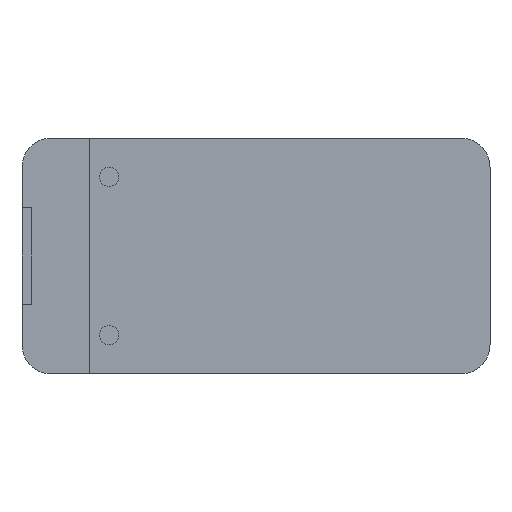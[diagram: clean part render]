
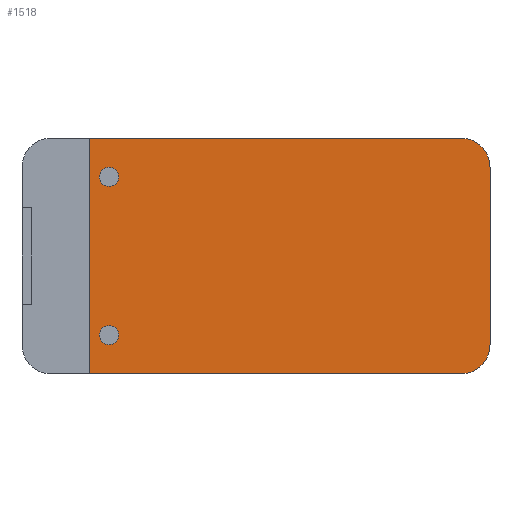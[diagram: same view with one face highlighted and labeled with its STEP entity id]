
A CAD part, front view. The second image highlights one B-rep face of the part: STEP entity #1518.
In plain terms, the highlighted planar face has unit normal (0, -1, 0).
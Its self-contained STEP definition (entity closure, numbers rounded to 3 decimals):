
#56 = DIRECTION ( 'NONE',  ( 0., 0., -1. ) ) ;
#73 = CIRCLE ( 'NONE', #1849, 1. ) ;
#82 = EDGE_LOOP ( 'NONE', ( #2299, #1744, #1361, #1568, #1114, #2600 ) ) ;
#203 = DIRECTION ( 'NONE',  ( 0., 0., -1. ) ) ;
#236 = CIRCLE ( 'NONE', #255, 1. ) ;
#247 = EDGE_CURVE ( 'NONE', #342, #1181, #928, .T. ) ;
#255 = AXIS2_PLACEMENT_3D ( 'NONE', #2611, #609, #2845 ) ;
#258 = CARTESIAN_POINT ( 'NONE',  ( 7., 0., -24.35 ) ) ;
#268 = EDGE_CURVE ( 'NONE', #2525, #1077, #73, .T. ) ;
#336 = VERTEX_POINT ( 'NONE', #1401 ) ;
#342 = VERTEX_POINT ( 'NONE', #2493 ) ;
#363 = VERTEX_POINT ( 'NONE', #1436 ) ;
#419 = VECTOR ( 'NONE', #2109, 1000. ) ;
#455 = DIRECTION ( 'NONE',  ( 0., -1., 0. ) ) ;
#459 = CARTESIAN_POINT ( 'NONE',  ( 48.35, 0., 0. ) ) ;
#487 = DIRECTION ( 'NONE',  ( -1., 0., 0. ) ) ;
#490 = ORIENTED_EDGE ( 'NONE', *, *, #2128, .F. ) ;
#580 = LINE ( 'NONE', #2136, #1835 ) ;
#609 = DIRECTION ( 'NONE',  ( 0., -1., 0. ) ) ;
#729 = AXIS2_PLACEMENT_3D ( 'NONE', #2785, #2599, #203 ) ;
#802 = LINE ( 'NONE', #1904, #419 ) ;
#822 = CIRCLE ( 'NONE', #1065, 3. ) ;
#870 = PLANE ( 'NONE',  #1138 ) ;
#876 = DIRECTION ( 'NONE',  ( 0., 0., -1. ) ) ;
#928 = CIRCLE ( 'NONE', #1038, 3. ) ;
#1037 = VERTEX_POINT ( 'NONE', #2666 ) ;
#1038 = AXIS2_PLACEMENT_3D ( 'NONE', #2052, #1155, #1583 ) ;
#1057 = EDGE_CURVE ( 'NONE', #336, #1448, #2812, .T. ) ;
#1065 = AXIS2_PLACEMENT_3D ( 'NONE', #1782, #455, #1170 ) ;
#1077 = VERTEX_POINT ( 'NONE', #1332 ) ;
#1094 = ORIENTED_EDGE ( 'NONE', *, *, #2685, .F. ) ;
#1095 = EDGE_CURVE ( 'NONE', #363, #1037, #822, .T. ) ;
#1096 = AXIS2_PLACEMENT_3D ( 'NONE', #2430, #2214, #1525 ) ;
#1113 = CARTESIAN_POINT ( 'NONE',  ( 7., 0., 0. ) ) ;
#1114 = ORIENTED_EDGE ( 'NONE', *, *, #1400, .F. ) ;
#1138 = AXIS2_PLACEMENT_3D ( 'NONE', #1275, #2417, #876 ) ;
#1155 = DIRECTION ( 'NONE',  ( 0., -1., 0. ) ) ;
#1170 = DIRECTION ( 'NONE',  ( 0., 0., -1. ) ) ;
#1181 = VERTEX_POINT ( 'NONE', #2723 ) ;
#1191 = LINE ( 'NONE', #459, #2018 ) ;
#1275 = CARTESIAN_POINT ( 'NONE',  ( 0., 0., 0. ) ) ;
#1305 = FACE_BOUND ( 'NONE', #1819, .T. ) ;
#1332 = CARTESIAN_POINT ( 'NONE',  ( 9., 0., -21.35 ) ) ;
#1349 = DIRECTION ( 'NONE',  ( 0., 0., -1. ) ) ;
#1361 = ORIENTED_EDGE ( 'NONE', *, *, #2824, .F. ) ;
#1400 = EDGE_CURVE ( 'NONE', #2771, #1037, #580, .T. ) ;
#1401 = CARTESIAN_POINT ( 'NONE',  ( 9., 0., -3. ) ) ;
#1436 = CARTESIAN_POINT ( 'NONE',  ( 48.35, 0., -3. ) ) ;
#1448 = VERTEX_POINT ( 'NONE', #2576 ) ;
#1465 = EDGE_CURVE ( 'NONE', #2413, #2771, #802, .T. ) ;
#1518 = ADVANCED_FACE ( 'NONE', ( #2864, #1305, #2032 ), #870, .T. ) ;
#1525 = DIRECTION ( 'NONE',  ( 0., 0., -1. ) ) ;
#1547 = CARTESIAN_POINT ( 'NONE',  ( 0., 0., -24.35 ) ) ;
#1568 = ORIENTED_EDGE ( 'NONE', *, *, #1095, .T. ) ;
#1583 = DIRECTION ( 'NONE',  ( 0., 0., -1. ) ) ;
#1654 = EDGE_CURVE ( 'NONE', #342, #2413, #1729, .T. ) ;
#1729 = LINE ( 'NONE', #1547, #1763 ) ;
#1744 = ORIENTED_EDGE ( 'NONE', *, *, #247, .T. ) ;
#1763 = VECTOR ( 'NONE', #487, 1000. ) ;
#1782 = CARTESIAN_POINT ( 'NONE',  ( 45.35, 0., -3. ) ) ;
#1819 = EDGE_LOOP ( 'NONE', ( #490, #1913 ) ) ;
#1835 = VECTOR ( 'NONE', #2341, 1000. ) ;
#1849 = AXIS2_PLACEMENT_3D ( 'NONE', #2251, #2468, #56 ) ;
#1904 = CARTESIAN_POINT ( 'NONE',  ( 7., 0., 0. ) ) ;
#1913 = ORIENTED_EDGE ( 'NONE', *, *, #268, .F. ) ;
#2018 = VECTOR ( 'NONE', #1349, 1000. ) ;
#2032 = FACE_BOUND ( 'NONE', #2563, .T. ) ;
#2052 = CARTESIAN_POINT ( 'NONE',  ( 45.35, 0., -21.35 ) ) ;
#2109 = DIRECTION ( 'NONE',  ( 0., 0., 1. ) ) ;
#2128 = EDGE_CURVE ( 'NONE', #1077, #2525, #236, .T. ) ;
#2136 = CARTESIAN_POINT ( 'NONE',  ( 0., 0., 0. ) ) ;
#2214 = DIRECTION ( 'NONE',  ( 0., -1., 0. ) ) ;
#2233 = CIRCLE ( 'NONE', #729, 1. ) ;
#2251 = CARTESIAN_POINT ( 'NONE',  ( 9., 0., -20.35 ) ) ;
#2299 = ORIENTED_EDGE ( 'NONE', *, *, #1654, .F. ) ;
#2341 = DIRECTION ( 'NONE',  ( 1., 0., 0. ) ) ;
#2413 = VERTEX_POINT ( 'NONE', #258 ) ;
#2417 = DIRECTION ( 'NONE',  ( 0., -1., 0. ) ) ;
#2430 = CARTESIAN_POINT ( 'NONE',  ( 9., 0., -4. ) ) ;
#2468 = DIRECTION ( 'NONE',  ( 0., -1., 0. ) ) ;
#2493 = CARTESIAN_POINT ( 'NONE',  ( 45.35, 0., -24.35 ) ) ;
#2525 = VERTEX_POINT ( 'NONE', #2541 ) ;
#2541 = CARTESIAN_POINT ( 'NONE',  ( 9., 0., -19.35 ) ) ;
#2563 = EDGE_LOOP ( 'NONE', ( #1094, #2831 ) ) ;
#2576 = CARTESIAN_POINT ( 'NONE',  ( 9., 0., -5. ) ) ;
#2599 = DIRECTION ( 'NONE',  ( 0., -1., 0. ) ) ;
#2600 = ORIENTED_EDGE ( 'NONE', *, *, #1465, .F. ) ;
#2611 = CARTESIAN_POINT ( 'NONE',  ( 9., 0., -20.35 ) ) ;
#2666 = CARTESIAN_POINT ( 'NONE',  ( 45.35, 0., 0. ) ) ;
#2685 = EDGE_CURVE ( 'NONE', #1448, #336, #2233, .T. ) ;
#2723 = CARTESIAN_POINT ( 'NONE',  ( 48.35, 0., -21.35 ) ) ;
#2771 = VERTEX_POINT ( 'NONE', #1113 ) ;
#2785 = CARTESIAN_POINT ( 'NONE',  ( 9., 0., -4. ) ) ;
#2812 = CIRCLE ( 'NONE', #1096, 1. ) ;
#2824 = EDGE_CURVE ( 'NONE', #363, #1181, #1191, .T. ) ;
#2831 = ORIENTED_EDGE ( 'NONE', *, *, #1057, .F. ) ;
#2845 = DIRECTION ( 'NONE',  ( 0., 0., -1. ) ) ;
#2864 = FACE_OUTER_BOUND ( 'NONE', #82, .T. ) ;
